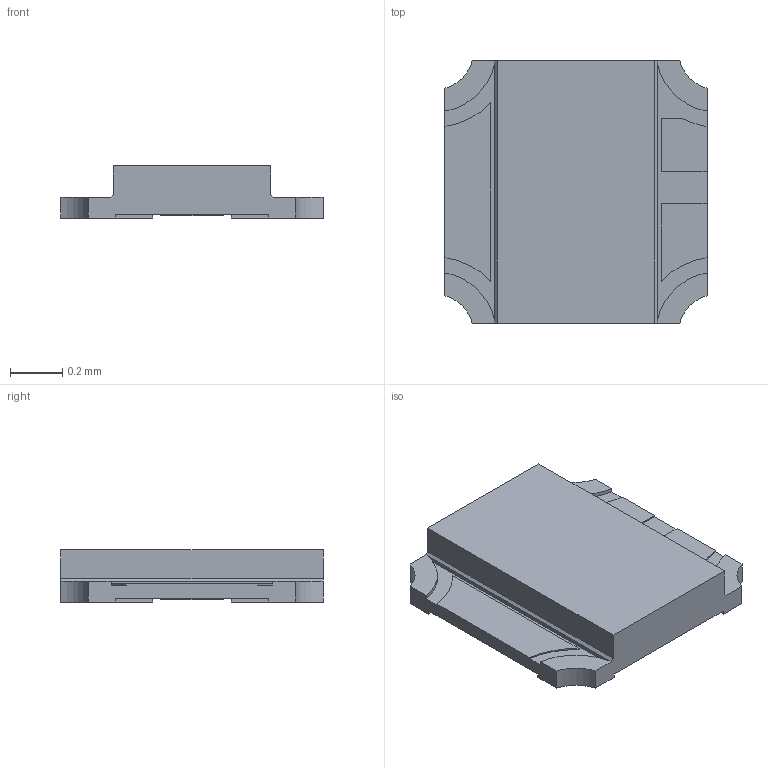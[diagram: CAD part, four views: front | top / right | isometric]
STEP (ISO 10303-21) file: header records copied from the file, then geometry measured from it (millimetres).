
FILE_DESCRIPTION (( 'STEP AP203' ), '1' );
FILE_NAME ('SMLP34RGB2W3.STEP', '2018-02-13T09:20:35', ( '' ), ( '' ), 'SwSTEP 2.0', 'SolidWorks 2012', '' );
FILE_SCHEMA (( 'CONFIG_CONTROL_DESIGN' ));
Length unit declared in the file: millimetre
Products named in the file (1): SMLP34RGB2W3
Bounding box: 1 x 1 x 0.2 mm (x, y, z)
Volume: 0.1 mm3; surface area: 2.7 mm2
Topology: 1 solids, 1 shells, 71 faces, 200 edges, 132 vertices
Faces by surface type: plane 51, cylinder 20
Entity records: 2359 total; most frequent: CARTESIAN_POINT 404, ORIENTED_EDGE 400, DIRECTION 384, EDGE_CURVE 200, VECTOR 160, LINE 160, VERTEX_POINT 132, AXIS2_PLACEMENT_3D 112
